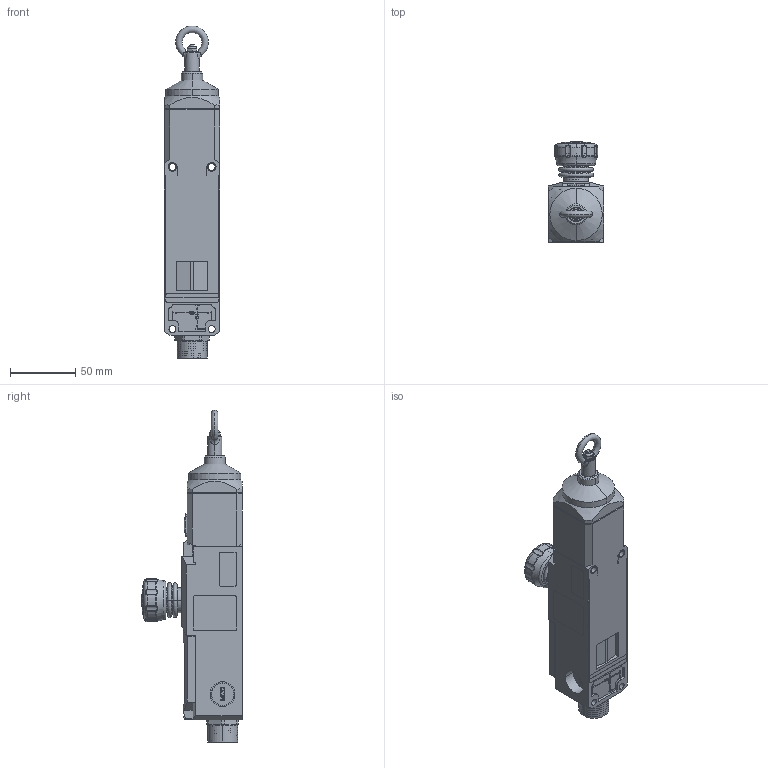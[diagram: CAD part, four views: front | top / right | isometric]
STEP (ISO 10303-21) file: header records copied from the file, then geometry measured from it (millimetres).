
FILE_DESCRIPTION((''),'2;1');
FILE_NAME('192599_ASM','2016-02-01T',('pdmadmin'),(''),'PRO/ENGINEER BY PARAMETRIC TECHNOLOGY CORPORATION, 2013230','PRO/ENGINEER BY PARAMETRIC TECHNOLOGY CORPORATION, 2013230','');
FILE_SCHEMA(('CONFIG_CONTROL_DESIGN'));
Length unit declared in the file: millimetre
Products named in the file (8): 6111621341_1_AF0; RP-LM40D-6_PART_1; RP-LM40D-6_PART_2; RP-LM40D-6_PART_3; RP-LM40D-6_PART_4; 14331---RPLS42F-25L_ASM; 65145; 192599_ASM
Assembly tree (7 placements, depth 3):
  192599_ASM
    14331---RPLS42F-25L_ASM
      6111621341_1_AF0
      RP-LM40D-6_PART_1
      RP-LM40D-6_PART_2
      RP-LM40D-6_PART_3
      RP-LM40D-6_PART_4
    65145
Bounding box: 42.6 x 76.9 x 253.52 mm (x, y, z)
Volume: 179616.1 mm3; surface area: 130768.5 mm2
Topology: 6 solids, 9 shells, 3298 faces, 9275 edges, 5917 vertices
Faces by surface type: plane 1782, cylinder 817, torus 318, cone 154, sphere 114, bspline 107, extrusion 4, revolution 2
Entity records: 115078 total; most frequent: CARTESIAN_POINT 30010, ORIENTED_EDGE 18302, DIRECTION 17460, EDGE_CURVE 9157, AXIS2_PLACEMENT_3D 6028, VERTEX_POINT 5917, VECTOR 5402, LINE 5398
